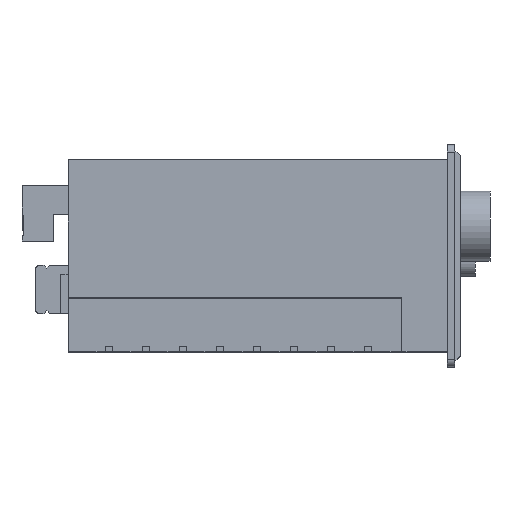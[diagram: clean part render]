
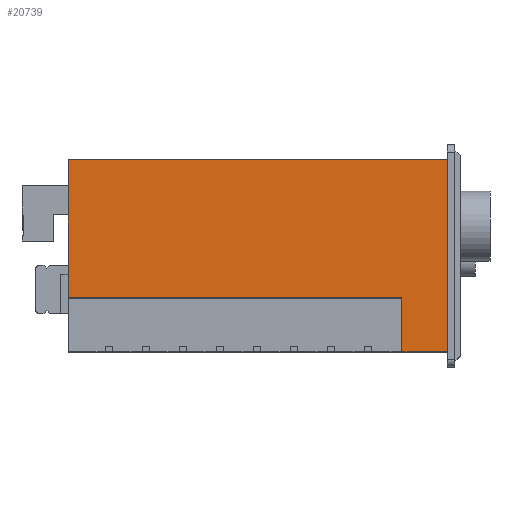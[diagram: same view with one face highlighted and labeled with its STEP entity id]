
A CAD part, top view. The second image highlights one B-rep face of the part: STEP entity #20739.
In plain terms, the highlighted planar face has unit normal (0, 0, 1).
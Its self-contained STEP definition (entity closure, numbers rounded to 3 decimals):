
#714=FACE_OUTER_BOUND('',#1961,.T.);
#1961=EDGE_LOOP('',(#14793,#14794,#14795,#14796,#14797,#14798));
#3129=LINE('',#28763,#5857);
#3358=LINE('',#29221,#6086);
#3375=LINE('',#29256,#6103);
#3447=LINE('',#29407,#6175);
#3832=LINE('',#30633,#6560);
#3838=LINE('',#30644,#6566);
#5857=VECTOR('',#23229,10.);
#6086=VECTOR('',#23470,20.5);
#6103=VECTOR('',#23497,52.);
#6175=VECTOR('',#23635,52.);
#6560=VECTOR('',#24484,10.);
#6566=VECTOR('',#24498,102.5);
#8578=VERTEX_POINT('',#28760);
#8579=VERTEX_POINT('',#28762);
#8802=VERTEX_POINT('',#29219);
#8814=VERTEX_POINT('',#29253);
#8815=VERTEX_POINT('',#29255);
#8861=VERTEX_POINT('',#29405);
#10562=EDGE_CURVE('',#8579,#8578,#3129,.T.);
#10791=EDGE_CURVE('',#8578,#8802,#3358,.T.);
#10808=EDGE_CURVE('',#8814,#8815,#3375,.T.);
#10887=EDGE_CURVE('',#8802,#8861,#3447,.T.);
#11407=EDGE_CURVE('',#8814,#8579,#3832,.T.);
#11413=EDGE_CURVE('',#8815,#8861,#3838,.T.);
#14793=ORIENTED_EDGE('',*,*,#10562,.T.);
#14794=ORIENTED_EDGE('',*,*,#10791,.T.);
#14795=ORIENTED_EDGE('',*,*,#10887,.T.);
#14796=ORIENTED_EDGE('',*,*,#11413,.F.);
#14797=ORIENTED_EDGE('',*,*,#10808,.F.);
#14798=ORIENTED_EDGE('',*,*,#11407,.T.);
#19589=PLANE('',#22048);
#20739=ADVANCED_FACE('',(#714),#19589,.T.);
#22048=AXIS2_PLACEMENT_3D('',#30643,#24496,#24497);
#23229=DIRECTION('',(0.,-1.,0.));
#23470=DIRECTION('',(1.,0.,0.));
#23497=DIRECTION('',(0.,1.,0.));
#23635=DIRECTION('',(0.,1.,0.));
#24484=DIRECTION('',(1.,0.,0.));
#24496=DIRECTION('center_axis',(0.,0.,1.));
#24497=DIRECTION('ref_axis',(1.,0.,0.));
#24498=DIRECTION('',(1.,0.,0.));
#28760=CARTESIAN_POINT('',(37.95,-26.,40.));
#28762=CARTESIAN_POINT('',(37.95,-11.3,40.));
#28763=CARTESIAN_POINT('',(37.95,-18.65,40.));
#29219=CARTESIAN_POINT('',(50.25,-26.,40.));
#29221=CARTESIAN_POINT('',(29.75,-26.,40.));
#29253=CARTESIAN_POINT('',(-52.25,-11.3,40.));
#29255=CARTESIAN_POINT('',(-52.25,26.,40.));
#29256=CARTESIAN_POINT('',(-52.25,-26.,40.));
#29405=CARTESIAN_POINT('',(50.25,26.,40.));
#29407=CARTESIAN_POINT('',(50.25,-26.,40.));
#30633=CARTESIAN_POINT('',(-52.25,-11.3,40.));
#30643=CARTESIAN_POINT('Origin',(-52.25,-26.,40.));
#30644=CARTESIAN_POINT('',(-52.25,26.,40.));
